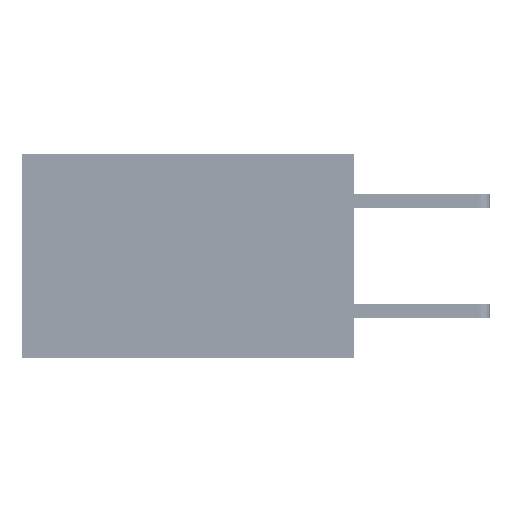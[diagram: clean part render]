
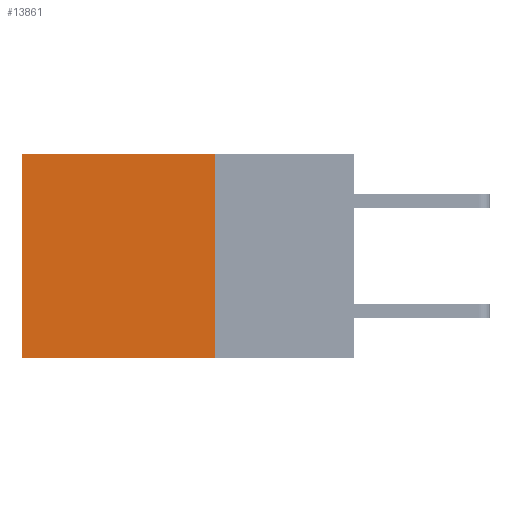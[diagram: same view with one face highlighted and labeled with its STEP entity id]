
A CAD part, left-side view. The second image highlights one B-rep face of the part: STEP entity #13861.
In plain terms, the highlighted planar face has unit normal (-1, 0, 0).
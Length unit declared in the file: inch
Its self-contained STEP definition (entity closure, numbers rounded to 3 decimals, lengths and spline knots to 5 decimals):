
#435 = CARTESIAN_POINT ( 'NONE',  ( 0.2875, 0.25, -0.37 ) ) ;
#2696 = VECTOR ( 'NONE', #14454, 39.37008 ) ;
#3047 = EDGE_LOOP ( 'NONE', ( #16499, #47764, #34088, #44169 ) ) ;
#4901 = CARTESIAN_POINT ( 'NONE',  ( 0.2875, 0.6, -0.37 ) ) ;
#10188 = CARTESIAN_POINT ( 'NONE',  ( 0.2875, 0.25, 0. ) ) ;
#10928 = VERTEX_POINT ( 'NONE', #31195 ) ;
#11188 = EDGE_CURVE ( 'NONE', #24913, #27048, #25529, .T. ) ;
#13044 = CARTESIAN_POINT ( 'NONE',  ( 0.2875, 0.25, 0. ) ) ;
#13861 = ADVANCED_FACE ( 'NONE', ( #26452 ), #14226, .F. ) ;
#13864 = VECTOR ( 'NONE', #18072, 39.37008 ) ;
#14226 = PLANE ( 'NONE',  #34067 ) ;
#14454 = DIRECTION ( 'NONE',  ( 0., 1., 0. ) ) ;
#16499 = ORIENTED_EDGE ( 'NONE', *, *, #44367, .T. ) ;
#18072 = DIRECTION ( 'NONE',  ( 0., 0., -1. ) ) ;
#21493 = DIRECTION ( 'NONE',  ( 1., 0., 0. ) ) ;
#22106 = CARTESIAN_POINT ( 'NONE',  ( 0.2875, 0.25, 0. ) ) ;
#24913 = VERTEX_POINT ( 'NONE', #34516 ) ;
#25476 = CARTESIAN_POINT ( 'NONE',  ( 0.2875, 0.6, 0. ) ) ;
#25529 = LINE ( 'NONE', #435, #47481 ) ;
#26452 = FACE_OUTER_BOUND ( 'NONE', #3047, .T. ) ;
#26977 = EDGE_CURVE ( 'NONE', #41506, #10928, #32145, .T. ) ;
#27048 = VERTEX_POINT ( 'NONE', #4901 ) ;
#28291 = LINE ( 'NONE', #22106, #13864 ) ;
#31195 = CARTESIAN_POINT ( 'NONE',  ( 0.2875, 0.6, 0. ) ) ;
#32145 = LINE ( 'NONE', #44310, #2696 ) ;
#34001 = DIRECTION ( 'NONE',  ( 0., 1., 0. ) ) ;
#34067 = AXIS2_PLACEMENT_3D ( 'NONE', #10188, #21493, #47342 ) ;
#34088 = ORIENTED_EDGE ( 'NONE', *, *, #35640, .F. ) ;
#34516 = CARTESIAN_POINT ( 'NONE',  ( 0.2875, 0.25, -0.37 ) ) ;
#34728 = VECTOR ( 'NONE', #40450, 39.37008 ) ;
#35640 = EDGE_CURVE ( 'NONE', #41506, #24913, #28291, .T. ) ;
#40450 = DIRECTION ( 'NONE',  ( 0., 0., -1. ) ) ;
#41506 = VERTEX_POINT ( 'NONE', #13044 ) ;
#44169 = ORIENTED_EDGE ( 'NONE', *, *, #26977, .T. ) ;
#44310 = CARTESIAN_POINT ( 'NONE',  ( 0.2875, 0.25, 0. ) ) ;
#44367 = EDGE_CURVE ( 'NONE', #10928, #27048, #45689, .T. ) ;
#45689 = LINE ( 'NONE', #25476, #34728 ) ;
#47342 = DIRECTION ( 'NONE',  ( 0., 0., -1. ) ) ;
#47481 = VECTOR ( 'NONE', #34001, 39.37008 ) ;
#47764 = ORIENTED_EDGE ( 'NONE', *, *, #11188, .F. ) ;
